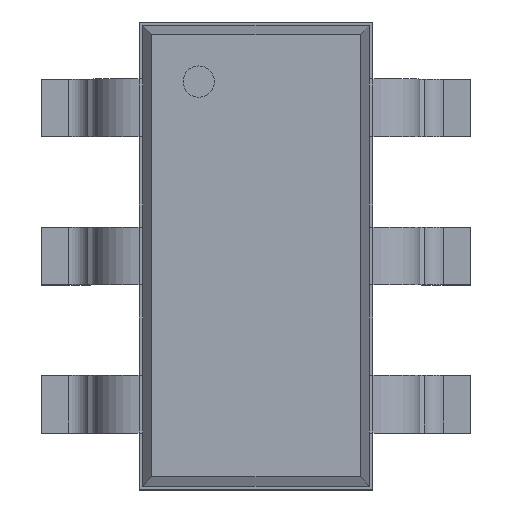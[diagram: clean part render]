
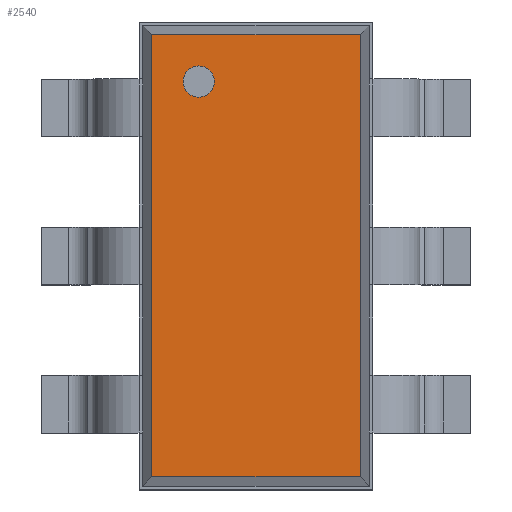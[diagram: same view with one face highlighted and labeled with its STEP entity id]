
A CAD part, top view. The second image highlights one B-rep face of the part: STEP entity #2540.
In plain terms, the highlighted planar face has unit normal (0, 0, 1).
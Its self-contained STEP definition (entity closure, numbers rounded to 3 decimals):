
#1449 = VERTEX_POINT('',#1450);
#1450 = CARTESIAN_POINT('',(0.667,1.417,1.06));
#1455 = EDGE_CURVE('',#1456,#1449,#1458,.T.);
#1456 = VERTEX_POINT('',#1457);
#1457 = CARTESIAN_POINT('',(0.667,-1.417,1.06));
#1458 = LINE('',#1459,#1460);
#1459 = CARTESIAN_POINT('',(0.667,-1.417,1.06));
#1460 = VECTOR('',#1461,1.);
#1461 = DIRECTION('',(0.,1.,0.));
#1478 = VERTEX_POINT('',#1479);
#1479 = CARTESIAN_POINT('',(-0.667,1.417,1.06));
#1484 = EDGE_CURVE('',#1449,#1478,#1485,.T.);
#1485 = LINE('',#1486,#1487);
#1486 = CARTESIAN_POINT('',(0.667,1.417,1.06));
#1487 = VECTOR('',#1488,1.);
#1488 = DIRECTION('',(-1.,0.,0.));
#1522 = VERTEX_POINT('',#1523);
#1523 = CARTESIAN_POINT('',(-0.667,-1.417,1.06));
#1528 = EDGE_CURVE('',#1478,#1522,#1529,.T.);
#1529 = LINE('',#1530,#1531);
#1530 = CARTESIAN_POINT('',(-0.667,1.417,1.06));
#1531 = VECTOR('',#1532,1.);
#1532 = DIRECTION('',(0.,-1.,0.));
#1938 = EDGE_CURVE('',#1522,#1456,#1939,.T.);
#1939 = LINE('',#1940,#1941);
#1940 = CARTESIAN_POINT('',(-0.667,-1.417,1.06));
#1941 = VECTOR('',#1942,1.);
#1942 = DIRECTION('',(1.,0.,0.));
#2540 = ADVANCED_FACE('',(#2541,#2547),#2558,.F.);
#2541 = FACE_BOUND('',#2542,.F.);
#2542 = EDGE_LOOP('',(#2543,#2544,#2545,#2546));
#2543 = ORIENTED_EDGE('',*,*,#1528,.F.);
#2544 = ORIENTED_EDGE('',*,*,#1484,.F.);
#2545 = ORIENTED_EDGE('',*,*,#1455,.F.);
#2546 = ORIENTED_EDGE('',*,*,#1938,.F.);
#2547 = FACE_BOUND('',#2548,.F.);
#2548 = EDGE_LOOP('',(#2549));
#2549 = ORIENTED_EDGE('',*,*,#2550,.F.);
#2550 = EDGE_CURVE('',#2551,#2551,#2553,.T.);
#2551 = VERTEX_POINT('',#2552);
#2552 = CARTESIAN_POINT('',(-0.367,1.017,1.06));
#2553 = CIRCLE('',#2554,0.1);
#2554 = AXIS2_PLACEMENT_3D('',#2555,#2556,#2557);
#2555 = CARTESIAN_POINT('',(-0.367,1.117,1.06));
#2556 = DIRECTION('',(0.,-0.,-1.));
#2557 = DIRECTION('',(0.,-1.,0.));
#2558 = PLANE('',#2559);
#2559 = AXIS2_PLACEMENT_3D('',#2560,#2561,#2562);
#2560 = CARTESIAN_POINT('',(-0.667,1.417,1.06));
#2561 = DIRECTION('',(0.,0.,-1.));
#2562 = DIRECTION('',(0.426,-0.905,0.));
